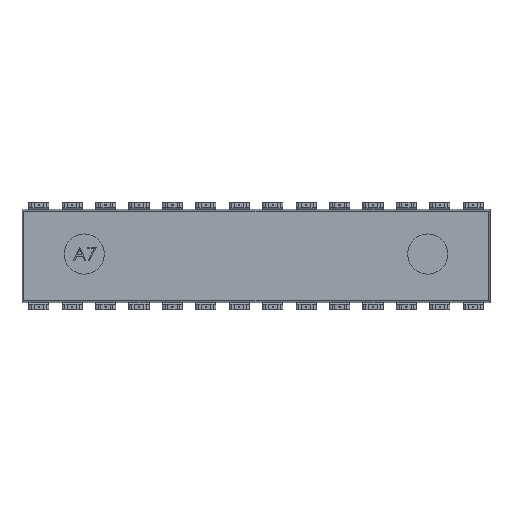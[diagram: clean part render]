
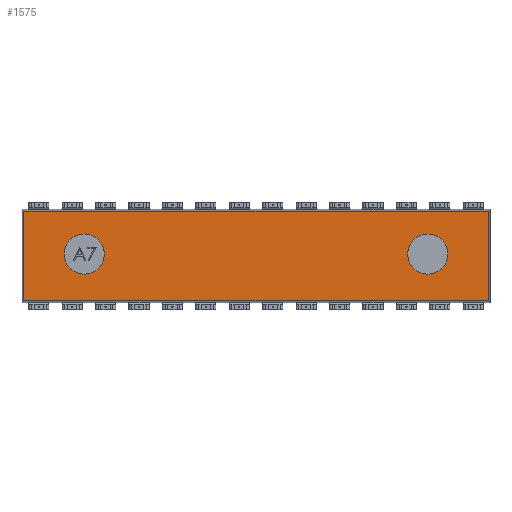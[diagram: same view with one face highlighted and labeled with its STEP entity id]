
A CAD part, top view. The second image highlights one B-rep face of the part: STEP entity #1575.
In plain terms, the highlighted planar face has unit normal (0, 0, 1).
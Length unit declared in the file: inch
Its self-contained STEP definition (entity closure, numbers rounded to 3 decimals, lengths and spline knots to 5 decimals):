
#54 = LINE ( 'NONE', #19695, #8789 ) ;
#335 = VERTEX_POINT ( 'NONE', #15912 ) ;
#509 = CARTESIAN_POINT ( 'NONE',  ( 1.19493, 0.14365, 0.06693 ) ) ;
#934 = EDGE_CURVE ( 'NONE', #18881, #17578, #1455, .T. ) ;
#1120 = CARTESIAN_POINT ( 'NONE',  ( 1.3721, 0.26974, 0.06693 ) ) ;
#1455 = LINE ( 'NONE', #11091, #17708 ) ;
#1456 = DIRECTION ( 'NONE',  ( 0., 0., 1. ) ) ;
#1575 = ADVANCED_FACE ( 'NONE', ( #12793, #4022, #19725 ), #6593, .F. ) ;
#1973 = LINE ( 'NONE', #5819, #10202 ) ;
#2617 = DIRECTION ( 'NONE',  ( 1., 0., 0. ) ) ;
#3237 = AXIS2_PLACEMENT_3D ( 'NONE', #16382, #3451, #9884 ) ;
#3451 = DIRECTION ( 'NONE',  ( 0., 0., -1. ) ) ;
#3498 = CIRCLE ( 'NONE', #7762, 0.05906 ) ;
#3514 = VECTOR ( 'NONE', #14230, 39.37008 ) ;
#4022 = FACE_BOUND ( 'NONE', #11208, .T. ) ;
#4631 = ORIENTED_EDGE ( 'NONE', *, *, #7934, .F. ) ;
#5159 = EDGE_CURVE ( 'NONE', #16300, #335, #11397, .T. ) ;
#5286 = ORIENTED_EDGE ( 'NONE', *, *, #934, .T. ) ;
#5819 = CARTESIAN_POINT ( 'NONE',  ( 0.00586, 0., 0.06693 ) ) ;
#6593 = PLANE ( 'NONE',  #3237 ) ;
#6747 = ORIENTED_EDGE ( 'NONE', *, *, #8344, .T. ) ;
#7135 = AXIS2_PLACEMENT_3D ( 'NONE', #509, #13741, #10197 ) ;
#7272 = AXIS2_PLACEMENT_3D ( 'NONE', #18738, #15490, #20183 ) ;
#7762 = AXIS2_PLACEMENT_3D ( 'NONE', #16958, #8573, #17033 ) ;
#7801 = DIRECTION ( 'NONE',  ( 1., 0., 0. ) ) ;
#7910 = ORIENTED_EDGE ( 'NONE', *, *, #9116, .F. ) ;
#7934 = EDGE_CURVE ( 'NONE', #16148, #11156, #8643, .T. ) ;
#8168 = DIRECTION ( 'NONE',  ( 0., -1., 0. ) ) ;
#8344 = EDGE_CURVE ( 'NONE', #19821, #18881, #1973, .T. ) ;
#8573 = DIRECTION ( 'NONE',  ( 0., 0., 1. ) ) ;
#8631 = VERTEX_POINT ( 'NONE', #1120 ) ;
#8643 = CIRCLE ( 'NONE', #12628, 0.05906 ) ;
#8730 = EDGE_CURVE ( 'NONE', #17578, #8631, #10711, .T. ) ;
#8789 = VECTOR ( 'NONE', #9801, 39.37008 ) ;
#9116 = EDGE_CURVE ( 'NONE', #11156, #16148, #3498, .T. ) ;
#9727 = ORIENTED_EDGE ( 'NONE', *, *, #5159, .F. ) ;
#9801 = DIRECTION ( 'NONE',  ( -1., 0., 0. ) ) ;
#9884 = DIRECTION ( 'NONE',  ( -1., 0., 0. ) ) ;
#10197 = DIRECTION ( 'NONE',  ( -1., 0., 0. ) ) ;
#10202 = VECTOR ( 'NONE', #8168, 39.37008 ) ;
#10485 = EDGE_LOOP ( 'NONE', ( #6747, #5286, #20217, #14986 ) ) ;
#10711 = LINE ( 'NONE', #12597, #3514 ) ;
#11091 = CARTESIAN_POINT ( 'NONE',  ( 0., 0.00586, 0.06693 ) ) ;
#11156 = VERTEX_POINT ( 'NONE', #19361 ) ;
#11208 = EDGE_LOOP ( 'NONE', ( #7910, #4631 ) ) ;
#11397 = CIRCLE ( 'NONE', #7272, 0.05906 ) ;
#11817 = EDGE_CURVE ( 'NONE', #8631, #19821, #54, .T. ) ;
#12597 = CARTESIAN_POINT ( 'NONE',  ( 1.3721, 0., 0.06693 ) ) ;
#12628 = AXIS2_PLACEMENT_3D ( 'NONE', #17670, #1456, #7801 ) ;
#12793 = FACE_BOUND ( 'NONE', #18519, .T. ) ;
#12927 = CARTESIAN_POINT ( 'NONE',  ( 0.12397, 0.14365, 0.06693 ) ) ;
#13678 = CARTESIAN_POINT ( 'NONE',  ( 0.00586, 0.26974, 0.06693 ) ) ;
#13741 = DIRECTION ( 'NONE',  ( 0., 0., 1. ) ) ;
#14230 = DIRECTION ( 'NONE',  ( 0., 1., 0. ) ) ;
#14624 = EDGE_CURVE ( 'NONE', #335, #16300, #20621, .T. ) ;
#14686 = CARTESIAN_POINT ( 'NONE',  ( 1.25399, 0.14365, 0.06693 ) ) ;
#14986 = ORIENTED_EDGE ( 'NONE', *, *, #11817, .T. ) ;
#15490 = DIRECTION ( 'NONE',  ( 0., 0., 1. ) ) ;
#15815 = CARTESIAN_POINT ( 'NONE',  ( 1.3721, 0.00586, 0.06693 ) ) ;
#15912 = CARTESIAN_POINT ( 'NONE',  ( 1.13588, 0.14365, 0.06693 ) ) ;
#16148 = VERTEX_POINT ( 'NONE', #12927 ) ;
#16300 = VERTEX_POINT ( 'NONE', #14686 ) ;
#16382 = CARTESIAN_POINT ( 'NONE',  ( 0., 0., 0.06693 ) ) ;
#16958 = CARTESIAN_POINT ( 'NONE',  ( 0.18302, 0.14365, 0.06693 ) ) ;
#17033 = DIRECTION ( 'NONE',  ( 1., 0., 0. ) ) ;
#17578 = VERTEX_POINT ( 'NONE', #15815 ) ;
#17670 = CARTESIAN_POINT ( 'NONE',  ( 0.18302, 0.14365, 0.06693 ) ) ;
#17708 = VECTOR ( 'NONE', #2617, 39.37008 ) ;
#18149 = CARTESIAN_POINT ( 'NONE',  ( 0.00586, 0.00586, 0.06693 ) ) ;
#18519 = EDGE_LOOP ( 'NONE', ( #9727, #20572 ) ) ;
#18738 = CARTESIAN_POINT ( 'NONE',  ( 1.19493, 0.14365, 0.06693 ) ) ;
#18881 = VERTEX_POINT ( 'NONE', #18149 ) ;
#19361 = CARTESIAN_POINT ( 'NONE',  ( 0.24208, 0.14365, 0.06693 ) ) ;
#19695 = CARTESIAN_POINT ( 'NONE',  ( 0., 0.26974, 0.06693 ) ) ;
#19725 = FACE_OUTER_BOUND ( 'NONE', #10485, .T. ) ;
#19821 = VERTEX_POINT ( 'NONE', #13678 ) ;
#20183 = DIRECTION ( 'NONE',  ( -1., 0., 0. ) ) ;
#20217 = ORIENTED_EDGE ( 'NONE', *, *, #8730, .T. ) ;
#20572 = ORIENTED_EDGE ( 'NONE', *, *, #14624, .F. ) ;
#20621 = CIRCLE ( 'NONE', #7135, 0.05906 ) ;
